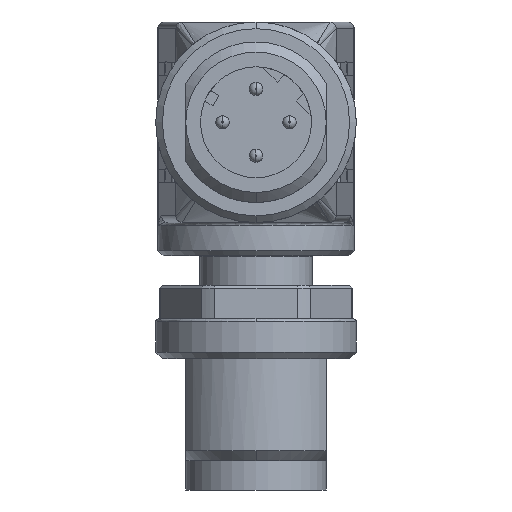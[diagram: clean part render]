
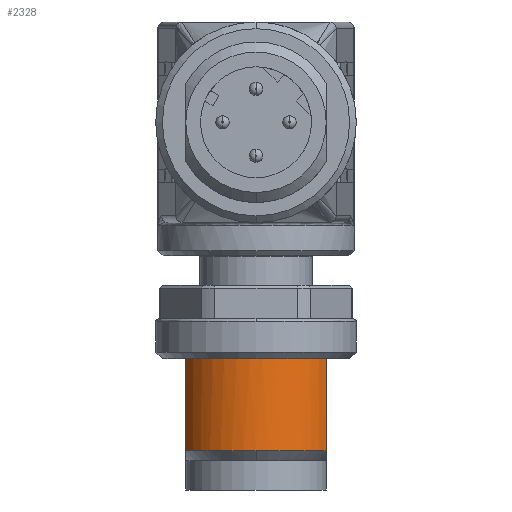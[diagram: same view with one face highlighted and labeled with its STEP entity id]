
A CAD part, front view. The second image highlights one B-rep face of the part: STEP entity #2328.
In plain terms, the highlighted cylindrical face has radius 6 mm (diameter 12 mm), a partial arc.
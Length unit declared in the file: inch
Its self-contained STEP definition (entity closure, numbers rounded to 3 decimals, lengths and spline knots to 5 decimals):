
#301 = DIRECTION ( 'NONE',  ( 0., 0., -1. ) ) ;
#1120 = CARTESIAN_POINT ( 'NONE',  ( -0.20669, -0.11436, -0.43799 ) ) ;
#1488 = DIRECTION ( 'NONE',  ( -1., 0., 0. ) ) ;
#1892 = CARTESIAN_POINT ( 'NONE',  ( 0.20669, -0.11436, -0.68898 ) ) ;
#1971 = DIRECTION ( 'NONE',  ( 0., 0., 1. ) ) ;
#1988 = VERTEX_POINT ( 'NONE', #3361 ) ;
#2153 = CIRCLE ( 'NONE', #8860, 0.23622 ) ;
#2163 = LINE ( 'NONE', #1892, #8399 ) ;
#2271 = CARTESIAN_POINT ( 'NONE',  ( 0.20669, -0.11436, -0.57283 ) ) ;
#2315 = DIRECTION ( 'NONE',  ( 0., 0., 1. ) ) ;
#2328 = ADVANCED_FACE ( 'NONE', ( #3057 ), #6035, .T. ) ;
#2411 = DIRECTION ( 'NONE',  ( -1., 0., 0. ) ) ;
#2435 = LINE ( 'NONE', #1120, #9112 ) ;
#2484 = EDGE_CURVE ( 'NONE', #4321, #1988, #2163, .T. ) ;
#2840 = CARTESIAN_POINT ( 'NONE',  ( 0., -0.23622, -0.57283 ) ) ;
#2890 = DIRECTION ( 'NONE',  ( -1., 0., 0. ) ) ;
#3057 = FACE_OUTER_BOUND ( 'NONE', #5557, .T. ) ;
#3361 = CARTESIAN_POINT ( 'NONE',  ( 0.20669, -0.11436, -0.30315 ) ) ;
#3483 = EDGE_CURVE ( 'NONE', #7388, #5399, #2435, .T. ) ;
#3582 = DIRECTION ( 'NONE',  ( 0., 0., 1. ) ) ;
#3812 = ORIENTED_EDGE ( 'NONE', *, *, #7976, .T. ) ;
#3957 = VERTEX_POINT ( 'NONE', #2840 ) ;
#4022 = ORIENTED_EDGE ( 'NONE', *, *, #3483, .T. ) ;
#4321 = VERTEX_POINT ( 'NONE', #2271 ) ;
#4540 = DIRECTION ( 'NONE',  ( 0., 0., 1. ) ) ;
#4566 = DIRECTION ( 'NONE',  ( -1., 0., 0. ) ) ;
#4648 = EDGE_CURVE ( 'NONE', #7388, #1988, #9088, .T. ) ;
#4725 = CARTESIAN_POINT ( 'NONE',  ( -0.20669, -0.11436, -0.57283 ) ) ;
#5399 = VERTEX_POINT ( 'NONE', #4725 ) ;
#5557 = EDGE_LOOP ( 'NONE', ( #9051, #6946, #4022, #3812, #5787 ) ) ;
#5754 = CIRCLE ( 'NONE', #8246, 0.23622 ) ;
#5787 = ORIENTED_EDGE ( 'NONE', *, *, #6033, .T. ) ;
#6033 = EDGE_CURVE ( 'NONE', #3957, #4321, #5754, .T. ) ;
#6035 = CYLINDRICAL_SURFACE ( 'NONE', #6290, 0.23622 ) ;
#6290 = AXIS2_PLACEMENT_3D ( 'NONE', #9022, #8274, #4566 ) ;
#6754 = CARTESIAN_POINT ( 'NONE',  ( 0., 0., -0.57283 ) ) ;
#6946 = ORIENTED_EDGE ( 'NONE', *, *, #4648, .F. ) ;
#7388 = VERTEX_POINT ( 'NONE', #7827 ) ;
#7827 = CARTESIAN_POINT ( 'NONE',  ( -0.20669, -0.11436, -0.30315 ) ) ;
#7976 = EDGE_CURVE ( 'NONE', #5399, #3957, #2153, .T. ) ;
#7981 = AXIS2_PLACEMENT_3D ( 'NONE', #8755, #1971, #2890 ) ;
#8246 = AXIS2_PLACEMENT_3D ( 'NONE', #9146, #4540, #2411 ) ;
#8274 = DIRECTION ( 'NONE',  ( 0., 0., -1. ) ) ;
#8399 = VECTOR ( 'NONE', #3582, 39.37008 ) ;
#8755 = CARTESIAN_POINT ( 'NONE',  ( 0., 0., -0.30315 ) ) ;
#8860 = AXIS2_PLACEMENT_3D ( 'NONE', #6754, #2315, #1488 ) ;
#9022 = CARTESIAN_POINT ( 'NONE',  ( 0., 0., -0.43799 ) ) ;
#9051 = ORIENTED_EDGE ( 'NONE', *, *, #2484, .T. ) ;
#9088 = CIRCLE ( 'NONE', #7981, 0.23622 ) ;
#9112 = VECTOR ( 'NONE', #301, 39.37008 ) ;
#9146 = CARTESIAN_POINT ( 'NONE',  ( 0., 0., -0.57283 ) ) ;
